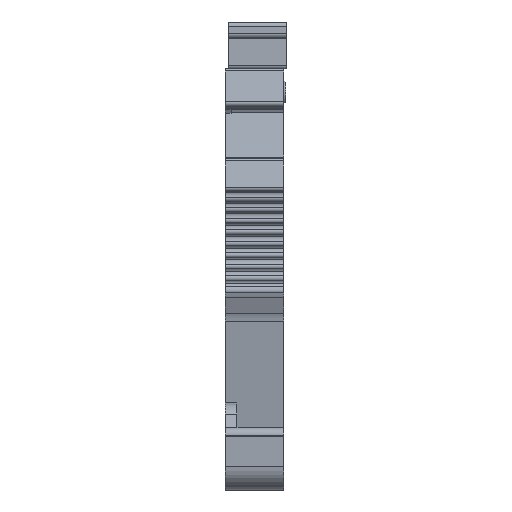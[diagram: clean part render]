
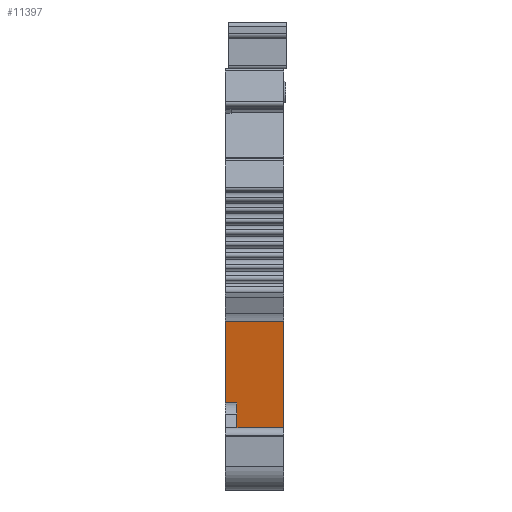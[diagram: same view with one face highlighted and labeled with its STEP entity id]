
A CAD part, left-side view. The second image highlights one B-rep face of the part: STEP entity #11397.
In plain terms, the highlighted planar face has unit normal (-0.986, 0, -0.168).
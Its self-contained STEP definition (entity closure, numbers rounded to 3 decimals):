
#1655=ORIENTED_EDGE('',*,*,#3894,.T.);
#1656=ORIENTED_EDGE('',*,*,#3335,.T.);
#1657=ORIENTED_EDGE('',*,*,#3334,.F.);
#1658=ORIENTED_EDGE('',*,*,#3893,.T.);
#1659=ORIENTED_EDGE('',*,*,#3895,.T.);
#1660=ORIENTED_EDGE('',*,*,#3896,.F.);
#3334=EDGE_CURVE('',#4577,#4573,#5374,.T.);
#3335=EDGE_CURVE('',#4578,#4573,#5375,.T.);
#3893=EDGE_CURVE('',#4577,#4943,#5731,.T.);
#3894=EDGE_CURVE('',#4944,#4578,#5732,.T.);
#3895=EDGE_CURVE('',#4943,#4945,#5733,.T.);
#3896=EDGE_CURVE('',#4944,#4945,#5734,.T.);
#4573=VERTEX_POINT('',#15405);
#4577=VERTEX_POINT('',#15413);
#4578=VERTEX_POINT('',#15417);
#4943=VERTEX_POINT('',#16575);
#4944=VERTEX_POINT('',#16579);
#4945=VERTEX_POINT('',#16581);
#5374=LINE('',#15414,#6271);
#5375=LINE('',#15416,#6272);
#5731=LINE('',#16576,#6628);
#5732=LINE('',#16578,#6629);
#5733=LINE('',#16580,#6630);
#5734=LINE('',#16582,#6631);
#6271=VECTOR('',#12772,1000.);
#6272=VECTOR('',#12775,1000.);
#6628=VECTOR('',#13887,1000.);
#6629=VECTOR('',#13890,1000.);
#6630=VECTOR('',#13891,1000.);
#6631=VECTOR('',#13892,1000.);
#7167=EDGE_LOOP('',(#1655,#1656,#1657,#1658,#1659,#1660));
#7621=FACE_BOUND('',#7167,.T.);
#7961=PLANE('',#12075);
#11397=ADVANCED_FACE('',(#7621),#7961,.F.);
#12075=AXIS2_PLACEMENT_3D('',#16577,#13888,#13889);
#12772=DIRECTION('',(-0.168,0.,0.986));
#12775=DIRECTION('',(0.,-1.,0.));
#13887=DIRECTION('',(0.,-1.,0.));
#13888=DIRECTION('',(0.986,0.,0.168));
#13889=DIRECTION('',(0.168,0.,-0.986));
#13890=DIRECTION('',(0.168,0.,-0.986));
#13891=DIRECTION('',(-0.168,0.,0.986));
#13892=DIRECTION('',(0.,-1.,0.));
#15405=CARTESIAN_POINT('',(-57.035,-3.725,-20.596));
#15413=CARTESIAN_POINT('',(-56.238,-3.725,-25.276));
#15414=CARTESIAN_POINT('',(-56.238,-3.725,-25.276));
#15416=CARTESIAN_POINT('',(-57.035,80.144,-20.596));
#15417=CARTESIAN_POINT('',(-57.035,-2.725,-20.596));
#16575=CARTESIAN_POINT('',(-56.238,-7.725,-25.276));
#16576=CARTESIAN_POINT('',(-56.238,-3.725,-25.276));
#16577=CARTESIAN_POINT('',(-57.035,80.144,-20.596));
#16578=CARTESIAN_POINT('',(-57.831,-2.725,-15.928));
#16579=CARTESIAN_POINT('',(-58.229,-2.725,-13.59));
#16580=CARTESIAN_POINT('',(-57.035,-7.725,-20.596));
#16581=CARTESIAN_POINT('',(-58.229,-7.725,-13.59));
#16582=CARTESIAN_POINT('',(-58.229,80.144,-13.59));
